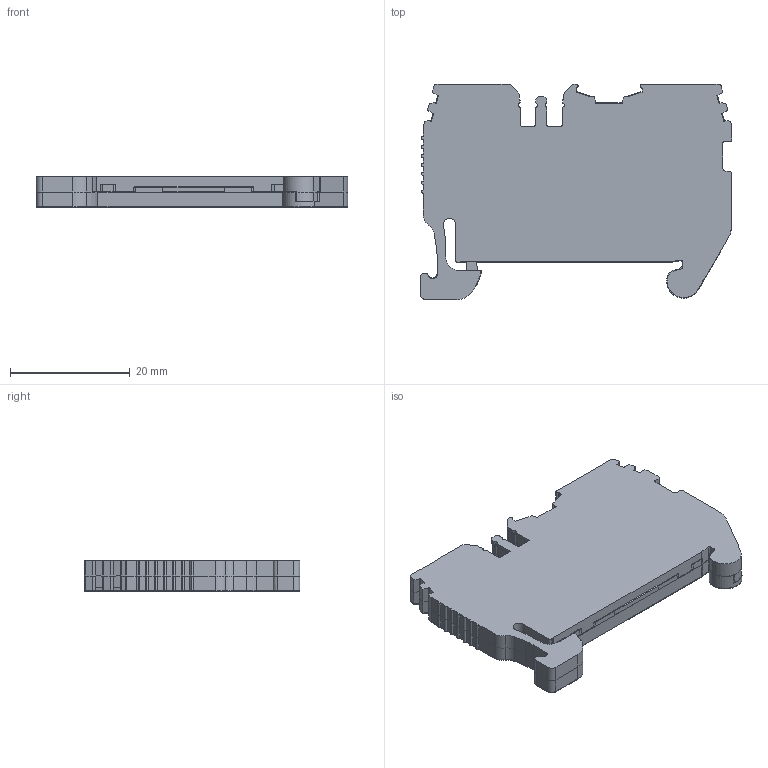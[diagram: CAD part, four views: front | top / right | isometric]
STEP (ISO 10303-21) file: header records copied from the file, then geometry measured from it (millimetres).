
FILE_DESCRIPTION (( 'STEP AP214' ), '1' );
FILE_NAME ('337040_CTP 2.5T.STEP', '2016-12-19T14:37:39', ( '' ), ( '' ), 'SwSTEP 2.0', 'SolidWorks 2016', '' );
FILE_SCHEMA (( 'AUTOMOTIVE_DESIGN' ));
Length unit declared in the file: millimetre
Products named in the file (1): 337040_CTP 2.5T
Bounding box: 52.18 x 36.07 x 5.15 mm (x, y, z)
Volume: 7619.4 mm3; surface area: 7233.6 mm2
Topology: 2 solids, 2 shells, 725 faces, 2141 edges, 1420 vertices
Faces by surface type: plane 415, cylinder 308, cone 2
Entity records: 24988 total; most frequent: CARTESIAN_POINT 6031, ORIENTED_EDGE 4282, DIRECTION 3572, EDGE_CURVE 2141, VERTEX_POINT 1420, LINE 1324, VECTOR 1324, AXIS2_PLACEMENT_3D 1124
